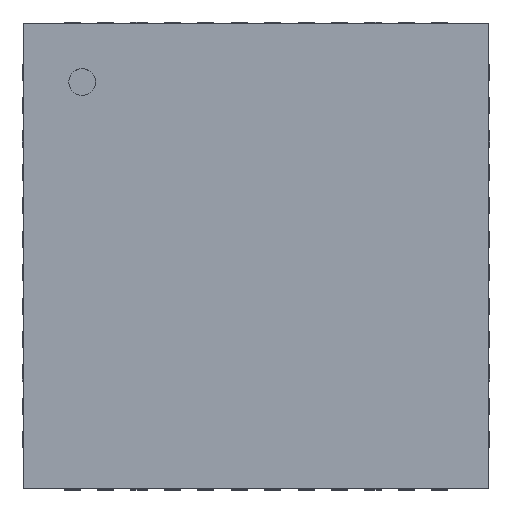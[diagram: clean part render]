
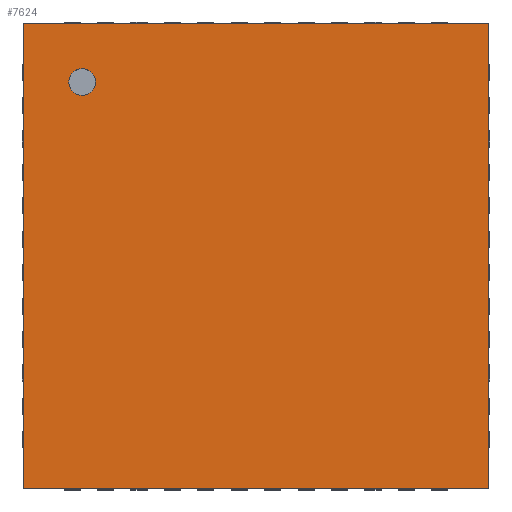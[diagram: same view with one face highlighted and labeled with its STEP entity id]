
A CAD part, top view. The second image highlights one B-rep face of the part: STEP entity #7624.
In plain terms, the highlighted planar face has unit normal (0, 0, 1).
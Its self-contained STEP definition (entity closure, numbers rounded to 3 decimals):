
#1772 = EDGE_CURVE('',#1773,#1775,#1777,.T.);
#1773 = VERTEX_POINT('',#1774);
#1774 = CARTESIAN_POINT('',(-3.475,3.475,1.05));
#1775 = VERTEX_POINT('',#1776);
#1776 = CARTESIAN_POINT('',(3.475,3.475,1.05));
#1777 = LINE('',#1778,#1779);
#1778 = CARTESIAN_POINT('',(-3.475,3.475,1.05));
#1779 = VECTOR('',#1780,1.);
#1780 = DIRECTION('',(1.,0.,0.));
#3245 = EDGE_CURVE('',#1775,#3246,#3248,.T.);
#3246 = VERTEX_POINT('',#3247);
#3247 = CARTESIAN_POINT('',(3.475,-3.475,1.05));
#3248 = LINE('',#3249,#3250);
#3249 = CARTESIAN_POINT('',(3.475,3.475,1.05));
#3250 = VECTOR('',#3251,1.);
#3251 = DIRECTION('',(0.,-1.,0.));
#4707 = EDGE_CURVE('',#4708,#3246,#4710,.T.);
#4708 = VERTEX_POINT('',#4709);
#4709 = CARTESIAN_POINT('',(-3.475,-3.475,1.05));
#4710 = LINE('',#4711,#4712);
#4711 = CARTESIAN_POINT('',(-3.475,-3.475,1.05));
#4712 = VECTOR('',#4713,1.);
#4713 = DIRECTION('',(1.,0.,0.));
#6173 = EDGE_CURVE('',#1773,#4708,#6174,.T.);
#6174 = LINE('',#6175,#6176);
#6175 = CARTESIAN_POINT('',(-3.475,3.475,1.05));
#6176 = VECTOR('',#6177,1.);
#6177 = DIRECTION('',(0.,-1.,0.));
#7624 = ADVANCED_FACE('',(#7625,#7631),#7642,.T.);
#7625 = FACE_BOUND('',#7626,.T.);
#7626 = EDGE_LOOP('',(#7627,#7628,#7629,#7630));
#7627 = ORIENTED_EDGE('',*,*,#1772,.F.);
#7628 = ORIENTED_EDGE('',*,*,#6173,.T.);
#7629 = ORIENTED_EDGE('',*,*,#4707,.T.);
#7630 = ORIENTED_EDGE('',*,*,#3245,.F.);
#7631 = FACE_BOUND('',#7632,.T.);
#7632 = EDGE_LOOP('',(#7633));
#7633 = ORIENTED_EDGE('',*,*,#7634,.T.);
#7634 = EDGE_CURVE('',#7635,#7635,#7637,.T.);
#7635 = VERTEX_POINT('',#7636);
#7636 = CARTESIAN_POINT('',(-2.6,2.4,1.05));
#7637 = CIRCLE('',#7638,0.2);
#7638 = AXIS2_PLACEMENT_3D('',#7639,#7640,#7641);
#7639 = CARTESIAN_POINT('',(-2.6,2.6,1.05));
#7640 = DIRECTION('',(-0.,0.,-1.));
#7641 = DIRECTION('',(0.,-1.,0.));
#7642 = PLANE('',#7643);
#7643 = AXIS2_PLACEMENT_3D('',#7644,#7645,#7646);
#7644 = CARTESIAN_POINT('',(-3.475,3.475,1.05));
#7645 = DIRECTION('',(0.,0.,1.));
#7646 = DIRECTION('',(0.,-1.,0.));
